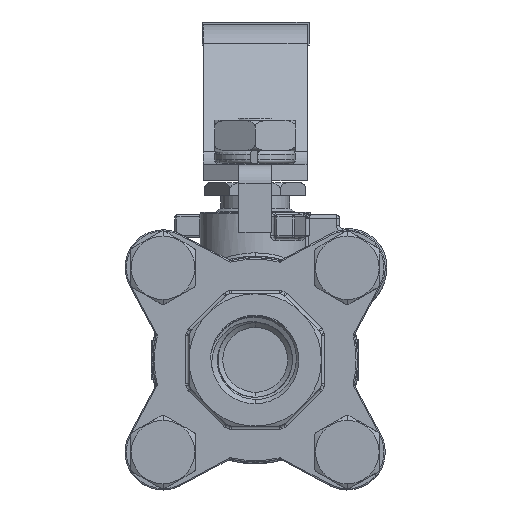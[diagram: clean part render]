
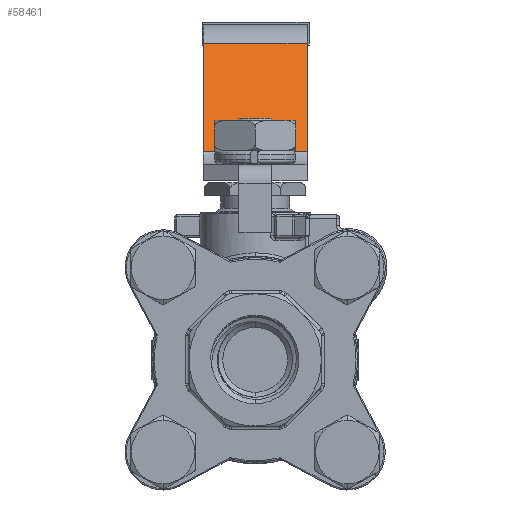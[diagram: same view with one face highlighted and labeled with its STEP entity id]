
A CAD part, front view. The second image highlights one B-rep face of the part: STEP entity #58461.
In plain terms, the highlighted planar face has unit normal (-0.001, -0.788, 0.616).
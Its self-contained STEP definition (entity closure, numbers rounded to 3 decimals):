
#57660=CARTESIAN_POINT('',(8.016,27.049,48.794));
#57661=VERTEX_POINT('',#57660);
#57669=CARTESIAN_POINT('',(8.008,14.026,32.126));
#57670=VERTEX_POINT('',#57669);
#57671=CARTESIAN_POINT('',(8.016,27.049,48.794));
#57672=CARTESIAN_POINT('',(8.008,14.026,32.126));
#57673=B_SPLINE_CURVE_WITH_KNOTS('',1,(#57671,#57672),.UNSPECIFIED.,.F.,.F.,(2,2),(0.,21.153),.UNSPECIFIED.);
#57674=EDGE_CURVE('',#57661,#57670,#57673,.T.);
#58119=CARTESIAN_POINT('',(-7.992,14.035,32.126));
#58120=VERTEX_POINT('',#58119);
#58128=CARTESIAN_POINT('',(-7.984,27.058,48.794));
#58129=VERTEX_POINT('',#58128);
#58130=CARTESIAN_POINT('',(-7.984,27.058,48.794));
#58131=CARTESIAN_POINT('',(-7.992,14.035,32.126));
#58132=B_SPLINE_CURVE_WITH_KNOTS('',1,(#58130,#58131),.UNSPECIFIED.,.F.,.F.,(2,2),(0.,21.153),.UNSPECIFIED.);
#58133=EDGE_CURVE('',#58129,#58120,#58132,.T.);
#58436=CARTESIAN_POINT('',(-7.992,14.035,32.126));
#58437=DIRECTION('',(1.,-0.001,0.));
#58438=VECTOR('',#58437,16.);
#58439=LINE('',#58436,#58438);
#58440=EDGE_CURVE('',#58120,#57670,#58439,.T.);
#58445=CARTESIAN_POINT('',(-7.984,27.058,48.794));
#58446=DIRECTION('',(0.,-0.788,0.616));
#58447=DIRECTION('',(1.,0.,0.001));
#58448=AXIS2_PLACEMENT_3D('',#58445,#58446,#58447);
#58449=PLANE('',#58448);
#58450=ORIENTED_EDGE('',*,*,#58133,.T.);
#58451=ORIENTED_EDGE('',*,*,#58440,.T.);
#58452=ORIENTED_EDGE('',*,*,#57674,.F.);
#58453=CARTESIAN_POINT('',(-7.984,27.058,48.794));
#58454=DIRECTION('',(1.,-0.001,0.));
#58455=VECTOR('',#58454,16.);
#58456=LINE('',#58453,#58455);
#58457=EDGE_CURVE('',#58129,#57661,#58456,.T.);
#58458=ORIENTED_EDGE('',*,*,#58457,.F.);
#58459=EDGE_LOOP('',(#58450,#58451,#58452,#58458));
#58460=FACE_BOUND('',#58459,.T.);
#58461=ADVANCED_FACE('',(#58460),#58449,.T.);
